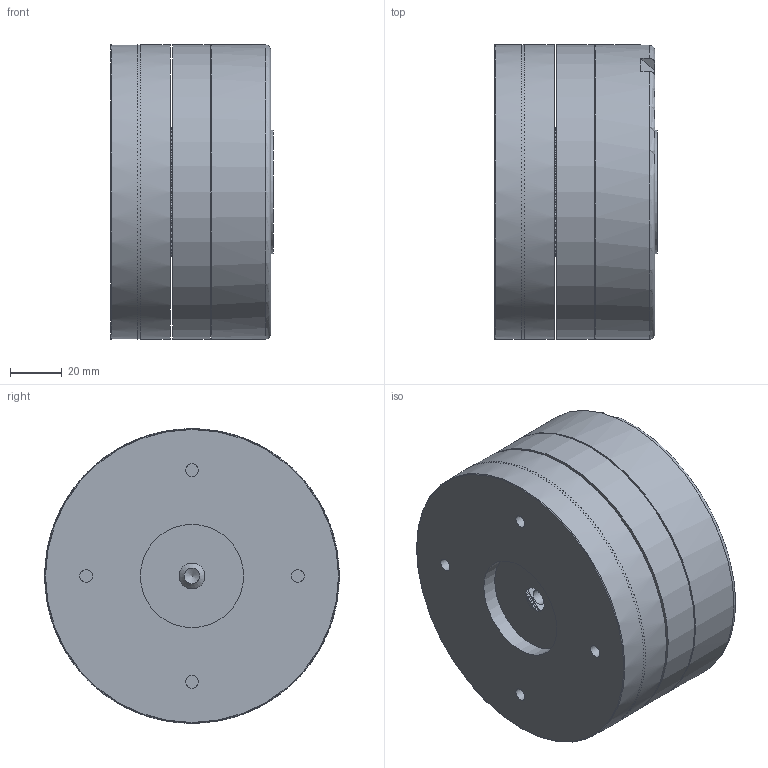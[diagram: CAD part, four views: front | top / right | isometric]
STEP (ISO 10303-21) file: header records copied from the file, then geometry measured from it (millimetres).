
FILE_DESCRIPTION(/* description */ (''),/* implementation_level */ '2;1');
FILE_NAME(/* name */ 'ESB-N105_Z.stp',/* time_stamp */ '2025-01-21T08:43:37+01:00',/* author */ ('nesvadba'),/* organization */ (''),/* preprocessor_version */ 'ST-DEVELOPER v20',/* originating_system */ 'Autodesk Inventor 2025',/* authorisation */ '');
FILE_SCHEMA (('AUTOMOTIVE_DESIGN { 1 0 10303 214 3 1 1 }'));
Products named in the file (1): 07_80_105_01 ESB-N105_Z@STEP
Bounding box: 63 x 114 x 114 mm (x, y, z)
Volume: 531453.8 mm3; surface area: 125242.5 mm2
Topology: 4 solids, 4 shells, 3736 faces, 10124 edges, 6676 vertices
Faces by surface type: plane 2755, cylinder 794, torus 142, sphere 38, cone 7
Full cylindrical faces by diameter (mm): 2.5 x2, 3 x2, 4.917 x4, 6 x47, 7.75 x6, 40 x1, 45.5 x1, 47.5 x1, 48 x4, 55 x3, 60 x2, 60.44 x3, 66.56 x3, 71.5 x1, 72 x4, 75.5 x1, 84 x1, 86 x2, 102 x2, 104 x1, 107.5 x1, 108 x1, 114 x3
Entity records: 124218 total; most frequent: CARTESIAN_POINT 27135, DIRECTION 21352, ORIENTED_EDGE 20090, EDGE_CURVE 10045, AXIS2_PLACEMENT_3D 8801, VERTEX_POINT 6676, EDGE_LOOP 4387, LINE 3750
